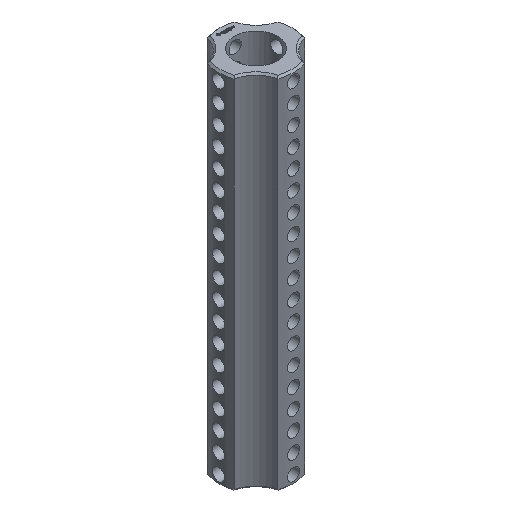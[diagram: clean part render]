
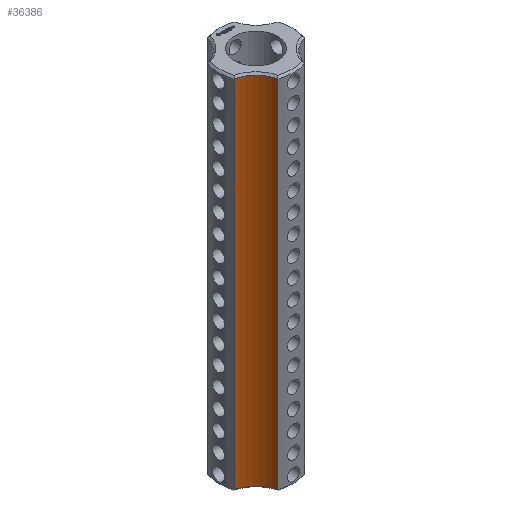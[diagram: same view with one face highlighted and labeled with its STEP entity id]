
A CAD part, isometric view. The second image highlights one B-rep face of the part: STEP entity #36386.
In plain terms, the highlighted cylindrical face has radius 5 mm (diameter 10 mm), a partial arc.
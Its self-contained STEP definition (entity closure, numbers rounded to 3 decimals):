
#4198 = CYLINDRICAL_SURFACE('',#4199,6.25);
#4199 = AXIS2_PLACEMENT_3D('',#4200,#4201,#4202);
#4200 = CARTESIAN_POINT('',(0.,0.,0.));
#4201 = DIRECTION('',(-0.,-0.,-1.));
#4202 = DIRECTION('',(1.,0.,0.));
#9383 = EDGE_CURVE('',#9384,#9386,#9388,.T.);
#9384 = VERTEX_POINT('',#9385);
#9385 = CARTESIAN_POINT('',(-2.225,-5.841,0.3));
#9386 = VERTEX_POINT('',#9387);
#9387 = CARTESIAN_POINT('',(-2.225,-5.841,59.075));
#9388 = SURFACE_CURVE('',#9389,(#9393,#9400),.PCURVE_S1.);
#9389 = LINE('',#9390,#9391);
#9390 = CARTESIAN_POINT('',(-2.225,-5.841,0.));
#9391 = VECTOR('',#9392,1.);
#9392 = DIRECTION('',(0.,0.,1.));
#9393 = PCURVE('',#4198,#9394);
#9394 = DEFINITIONAL_REPRESENTATION('',(#9395),#9399);
#9395 = LINE('',#9396,#9397);
#9396 = CARTESIAN_POINT('',(-4.348,0.));
#9397 = VECTOR('',#9398,1.);
#9398 = DIRECTION('',(-0.,-1.));
#9399 = ( GEOMETRIC_REPRESENTATION_CONTEXT(2) 
PARAMETRIC_REPRESENTATION_CONTEXT() REPRESENTATION_CONTEXT('2D SPACE',''
  ) );
#9400 = PCURVE('',#9401,#9406);
#9401 = CYLINDRICAL_SURFACE('',#9402,5.);
#9402 = AXIS2_PLACEMENT_3D('',#9403,#9404,#9405);
#9403 = CARTESIAN_POINT('',(-7.071,-7.071,0.));
#9404 = DIRECTION('',(-0.,-0.,-1.));
#9405 = DIRECTION('',(1.,0.,0.));
#9406 = DEFINITIONAL_REPRESENTATION('',(#9407),#9411);
#9407 = LINE('',#9408,#9409);
#9408 = CARTESIAN_POINT('',(-0.249,0.));
#9409 = VECTOR('',#9410,1.);
#9410 = DIRECTION('',(-0.,-1.));
#9411 = ( GEOMETRIC_REPRESENTATION_CONTEXT(2) 
PARAMETRIC_REPRESENTATION_CONTEXT() REPRESENTATION_CONTEXT('2D SPACE',''
  ) );
#12691 = CONICAL_SURFACE('',#12692,5.,0.785);
#12692 = AXIS2_PLACEMENT_3D('',#12693,#12694,#12695);
#12693 = CARTESIAN_POINT('',(-7.071,-7.071,0.3));
#12694 = DIRECTION('',(-0.,-0.,-1.));
#12695 = DIRECTION('',(0.969,0.246,0.));
#12893 = CONICAL_SURFACE('',#12894,5.,0.785);
#12894 = AXIS2_PLACEMENT_3D('',#12895,#12896,#12897);
#12895 = CARTESIAN_POINT('',(-7.071,-7.071,59.075));
#12896 = DIRECTION('',(0.,0.,1.));
#12897 = DIRECTION('',(0.969,0.246,0.));
#36386 = ADVANCED_FACE('',(#36387),#9401,.F.);
#36387 = FACE_BOUND('',#36388,.T.);
#36388 = EDGE_LOOP('',(#36389,#36390,#36414,#36442));
#36389 = ORIENTED_EDGE('',*,*,#9383,.T.);
#36390 = ORIENTED_EDGE('',*,*,#36391,.T.);
#36391 = EDGE_CURVE('',#9386,#36392,#36394,.T.);
#36392 = VERTEX_POINT('',#36393);
#36393 = CARTESIAN_POINT('',(-5.841,-2.225,59.075));
#36394 = SURFACE_CURVE('',#36395,(#36400,#36407),.PCURVE_S1.);
#36395 = CIRCLE('',#36396,5.);
#36396 = AXIS2_PLACEMENT_3D('',#36397,#36398,#36399);
#36397 = CARTESIAN_POINT('',(-7.071,-7.071,59.075));
#36398 = DIRECTION('',(0.,-0.,1.));
#36399 = DIRECTION('',(0.969,0.246,0.));
#36400 = PCURVE('',#9401,#36401);
#36401 = DEFINITIONAL_REPRESENTATION('',(#36402),#36406);
#36402 = LINE('',#36403,#36404);
#36403 = CARTESIAN_POINT('',(-0.249,-59.075));
#36404 = VECTOR('',#36405,1.);
#36405 = DIRECTION('',(-1.,0.));
#36406 = ( GEOMETRIC_REPRESENTATION_CONTEXT(2) 
PARAMETRIC_REPRESENTATION_CONTEXT() REPRESENTATION_CONTEXT('2D SPACE',''
  ) );
#36407 = PCURVE('',#12893,#36408);
#36408 = DEFINITIONAL_REPRESENTATION('',(#36409),#36413);
#36409 = LINE('',#36410,#36411);
#36410 = CARTESIAN_POINT('',(0.,0.));
#36411 = VECTOR('',#36412,1.);
#36412 = DIRECTION('',(1.,0.));
#36413 = ( GEOMETRIC_REPRESENTATION_CONTEXT(2) 
PARAMETRIC_REPRESENTATION_CONTEXT() REPRESENTATION_CONTEXT('2D SPACE',''
  ) );
#36414 = ORIENTED_EDGE('',*,*,#36415,.F.);
#36415 = EDGE_CURVE('',#36416,#36392,#36418,.T.);
#36416 = VERTEX_POINT('',#36417);
#36417 = CARTESIAN_POINT('',(-5.841,-2.225,0.3));
#36418 = SURFACE_CURVE('',#36419,(#36423,#36430),.PCURVE_S1.);
#36419 = LINE('',#36420,#36421);
#36420 = CARTESIAN_POINT('',(-5.841,-2.225,0.));
#36421 = VECTOR('',#36422,1.);
#36422 = DIRECTION('',(0.,0.,1.));
#36423 = PCURVE('',#9401,#36424);
#36424 = DEFINITIONAL_REPRESENTATION('',(#36425),#36429);
#36425 = LINE('',#36426,#36427);
#36426 = CARTESIAN_POINT('',(-1.322,0.));
#36427 = VECTOR('',#36428,1.);
#36428 = DIRECTION('',(-0.,-1.));
#36429 = ( GEOMETRIC_REPRESENTATION_CONTEXT(2) 
PARAMETRIC_REPRESENTATION_CONTEXT() REPRESENTATION_CONTEXT('2D SPACE',''
  ) );
#36430 = PCURVE('',#36431,#36436);
#36431 = CYLINDRICAL_SURFACE('',#36432,6.25);
#36432 = AXIS2_PLACEMENT_3D('',#36433,#36434,#36435);
#36433 = CARTESIAN_POINT('',(0.,0.,0.));
#36434 = DIRECTION('',(-0.,-0.,-1.));
#36435 = DIRECTION('',(1.,0.,0.));
#36436 = DEFINITIONAL_REPRESENTATION('',(#36437),#36441);
#36437 = LINE('',#36438,#36439);
#36438 = CARTESIAN_POINT('',(-3.506,0.));
#36439 = VECTOR('',#36440,1.);
#36440 = DIRECTION('',(-0.,-1.));
#36441 = ( GEOMETRIC_REPRESENTATION_CONTEXT(2) 
PARAMETRIC_REPRESENTATION_CONTEXT() REPRESENTATION_CONTEXT('2D SPACE',''
  ) );
#36442 = ORIENTED_EDGE('',*,*,#36443,.F.);
#36443 = EDGE_CURVE('',#9384,#36416,#36444,.T.);
#36444 = SURFACE_CURVE('',#36445,(#36450,#36457),.PCURVE_S1.);
#36445 = CIRCLE('',#36446,5.);
#36446 = AXIS2_PLACEMENT_3D('',#36447,#36448,#36449);
#36447 = CARTESIAN_POINT('',(-7.071,-7.071,0.3));
#36448 = DIRECTION('',(0.,-0.,1.));
#36449 = DIRECTION('',(0.969,0.246,0.));
#36450 = PCURVE('',#9401,#36451);
#36451 = DEFINITIONAL_REPRESENTATION('',(#36452),#36456);
#36452 = LINE('',#36453,#36454);
#36453 = CARTESIAN_POINT('',(-0.249,-0.3));
#36454 = VECTOR('',#36455,1.);
#36455 = DIRECTION('',(-1.,0.));
#36456 = ( GEOMETRIC_REPRESENTATION_CONTEXT(2) 
PARAMETRIC_REPRESENTATION_CONTEXT() REPRESENTATION_CONTEXT('2D SPACE',''
  ) );
#36457 = PCURVE('',#12691,#36458);
#36458 = DEFINITIONAL_REPRESENTATION('',(#36459),#36463);
#36459 = LINE('',#36460,#36461);
#36460 = CARTESIAN_POINT('',(-0.,0.));
#36461 = VECTOR('',#36462,1.);
#36462 = DIRECTION('',(-1.,0.));
#36463 = ( GEOMETRIC_REPRESENTATION_CONTEXT(2) 
PARAMETRIC_REPRESENTATION_CONTEXT() REPRESENTATION_CONTEXT('2D SPACE',''
  ) );
